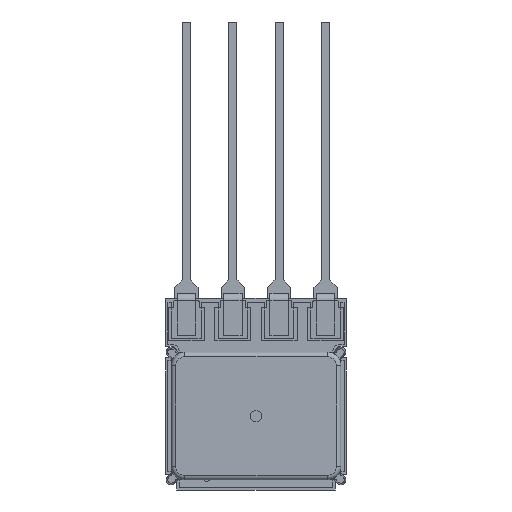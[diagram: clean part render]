
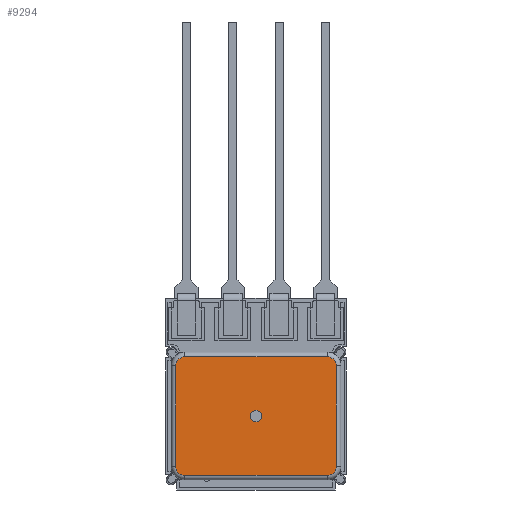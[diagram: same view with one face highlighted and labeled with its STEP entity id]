
A CAD part, front view. The second image highlights one B-rep face of the part: STEP entity #9294.
In plain terms, the highlighted face is planar.
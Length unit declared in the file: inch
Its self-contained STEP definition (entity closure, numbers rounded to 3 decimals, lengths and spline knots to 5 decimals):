
#1373 = AXIS2_PLACEMENT_3D ( 'NONE', #11982, #12005, #12023 ) ;
#1731 = AXIS2_PLACEMENT_3D ( 'NONE', #7237, #7258, #7260 ) ;
#1831 = AXIS2_PLACEMENT_3D ( 'NONE', #3320, #3350, #3328 ) ;
#1832 = AXIS2_PLACEMENT_3D ( 'NONE', #3284, #3291, #3299 ) ;
#1840 = AXIS2_PLACEMENT_3D ( 'NONE', #3333, #3382, #3381 ) ;
#1851 = AXIS2_PLACEMENT_3D ( 'NONE', #3397, #3407, #3417 ) ;
#1855 = AXIS2_PLACEMENT_3D ( 'NONE', #3314, #3323, #3315 ) ;
#3270 = DIRECTION ( 'NONE',  ( 1., 0., 0. ) ) ;
#3280 = CARTESIAN_POINT ( 'NONE',  ( 0.15354, 0.1063, 0.1276 ) ) ;
#3281 = DIRECTION ( 'NONE',  ( 0., 0., -1. ) ) ;
#3284 = CARTESIAN_POINT ( 'NONE',  ( -0.15354, 0.1063, -0.10807 ) ) ;
#3290 = CARTESIAN_POINT ( 'NONE',  ( 0.17307, 0.1063, -0.10807 ) ) ;
#3291 = DIRECTION ( 'NONE',  ( 0., 1., 0. ) ) ;
#3299 = DIRECTION ( 'NONE',  ( 0., 0., 1. ) ) ;
#3314 = CARTESIAN_POINT ( 'NONE',  ( 0., 0.1063, 0. ) ) ;
#3315 = DIRECTION ( 'NONE',  ( 0., 0., 1. ) ) ;
#3320 = CARTESIAN_POINT ( 'NONE',  ( -0.15354, 0.1063, 0.10807 ) ) ;
#3323 = DIRECTION ( 'NONE',  ( 0., 1., 0. ) ) ;
#3328 = DIRECTION ( 'NONE',  ( 0., 0., 1. ) ) ;
#3333 = CARTESIAN_POINT ( 'NONE',  ( 0.15354, 0.1063, 0.10807 ) ) ;
#3350 = DIRECTION ( 'NONE',  ( 0., 1., 0. ) ) ;
#3365 = CARTESIAN_POINT ( 'NONE',  ( -0.15354, 0.1063, -0.1276 ) ) ;
#3374 = DIRECTION ( 'NONE',  ( 0., 0., 1. ) ) ;
#3381 = DIRECTION ( 'NONE',  ( 0., 0., 1. ) ) ;
#3382 = DIRECTION ( 'NONE',  ( 0., 1., 0. ) ) ;
#3384 = DIRECTION ( 'NONE',  ( -1., 0., 0. ) ) ;
#3392 = CARTESIAN_POINT ( 'NONE',  ( -0.17307, 0.1063, 0.10807 ) ) ;
#3397 = CARTESIAN_POINT ( 'NONE',  ( 0.15354, 0.1063, -0.10807 ) ) ;
#3407 = DIRECTION ( 'NONE',  ( 0., 1., 0. ) ) ;
#3417 = DIRECTION ( 'NONE',  ( 0., 0., 1. ) ) ;
#4542 = FACE_BOUND ( 'NONE', #6030, .T. ) ;
#4557 = FACE_OUTER_BOUND ( 'NONE', #6032, .T. ) ;
#6030 = EDGE_LOOP ( 'NONE', ( #10146, #10101 ) ) ;
#6032 = EDGE_LOOP ( 'NONE', ( #10097, #10095, #10096, #10141, #10091, #10121, #10122, #10140 ) ) ;
#7237 = CARTESIAN_POINT ( 'NONE',  ( 0., 0.1063, 0. ) ) ;
#7258 = DIRECTION ( 'NONE',  ( 0., 1., 0. ) ) ;
#7260 = DIRECTION ( 'NONE',  ( 0., 0., 1. ) ) ;
#7689 = CIRCLE ( 'NONE', #1731, 0.0125 ) ;
#8128 = LINE ( 'NONE', #3280, #8222 ) ;
#8147 = LINE ( 'NONE', #3290, #8153 ) ;
#8153 = VECTOR ( 'NONE', #3281, 39.37008 ) ;
#8197 = CIRCLE ( 'NONE', #1832, 0.01953 ) ;
#8222 = VECTOR ( 'NONE', #3270, 39.37008 ) ;
#8231 = LINE ( 'NONE', #3392, #8285 ) ;
#8243 = LINE ( 'NONE', #3365, #8260 ) ;
#8244 = CIRCLE ( 'NONE', #1831, 0.01953 ) ;
#8247 = CIRCLE ( 'NONE', #1855, 0.0125 ) ;
#8260 = VECTOR ( 'NONE', #3384, 39.37008 ) ;
#8285 = VECTOR ( 'NONE', #3374, 39.37008 ) ;
#8298 = CIRCLE ( 'NONE', #1840, 0.01953 ) ;
#8329 = CIRCLE ( 'NONE', #1851, 0.01953 ) ;
#9294 = ADVANCED_FACE ( 'NONE', ( #4542, #4557 ), #11991, .T. ) ;
#10091 = ORIENTED_EDGE ( 'NONE', *, *, #14191, .T. ) ;
#10095 = ORIENTED_EDGE ( 'NONE', *, *, #14205, .T. ) ;
#10096 = ORIENTED_EDGE ( 'NONE', *, *, #14190, .T. ) ;
#10097 = ORIENTED_EDGE ( 'NONE', *, *, #14220, .T. ) ;
#10101 = ORIENTED_EDGE ( 'NONE', *, *, #14015, .F. ) ;
#10121 = ORIENTED_EDGE ( 'NONE', *, *, #14241, .T. ) ;
#10122 = ORIENTED_EDGE ( 'NONE', *, *, #14222, .T. ) ;
#10140 = ORIENTED_EDGE ( 'NONE', *, *, #14200, .T. ) ;
#10141 = ORIENTED_EDGE ( 'NONE', *, *, #14219, .T. ) ;
#10146 = ORIENTED_EDGE ( 'NONE', *, *, #14213, .F. ) ;
#11146 = VERTEX_POINT ( 'NONE', #12991 ) ;
#11149 = VERTEX_POINT ( 'NONE', #12988 ) ;
#11189 = VERTEX_POINT ( 'NONE', #13029 ) ;
#11190 = VERTEX_POINT ( 'NONE', #13080 ) ;
#11208 = VERTEX_POINT ( 'NONE', #13051 ) ;
#11220 = VERTEX_POINT ( 'NONE', #13049 ) ;
#11242 = VERTEX_POINT ( 'NONE', #13071 ) ;
#11243 = VERTEX_POINT ( 'NONE', #13074 ) ;
#11244 = VERTEX_POINT ( 'NONE', #13107 ) ;
#11310 = VERTEX_POINT ( 'NONE', #13169 ) ;
#11982 = CARTESIAN_POINT ( 'NONE',  ( -0.15354, 0.1063, 0.10807 ) ) ;
#11991 = PLANE ( 'NONE',  #1373 ) ;
#12005 = DIRECTION ( 'NONE',  ( 0., 1., 0. ) ) ;
#12023 = DIRECTION ( 'NONE',  ( 0., 0., 1. ) ) ;
#12988 = CARTESIAN_POINT ( 'NONE',  ( 0., 0.1063, 0.0125 ) ) ;
#12991 = CARTESIAN_POINT ( 'NONE',  ( 0., 0.1063, -0.0125 ) ) ;
#13029 = CARTESIAN_POINT ( 'NONE',  ( -0.17307, 0.1063, -0.10807 ) ) ;
#13049 = CARTESIAN_POINT ( 'NONE',  ( 0.17307, 0.1063, -0.10807 ) ) ;
#13051 = CARTESIAN_POINT ( 'NONE',  ( -0.15354, 0.1063, 0.1276 ) ) ;
#13071 = CARTESIAN_POINT ( 'NONE',  ( -0.17307, 0.1063, 0.10807 ) ) ;
#13074 = CARTESIAN_POINT ( 'NONE',  ( 0.15354, 0.1063, 0.1276 ) ) ;
#13080 = CARTESIAN_POINT ( 'NONE',  ( 0.15354, 0.1063, -0.1276 ) ) ;
#13107 = CARTESIAN_POINT ( 'NONE',  ( 0.17307, 0.1063, 0.10807 ) ) ;
#13169 = CARTESIAN_POINT ( 'NONE',  ( -0.15354, 0.1063, -0.1276 ) ) ;
#14015 = EDGE_CURVE ( 'NONE', #11146, #11149, #7689, .T. ) ;
#14190 = EDGE_CURVE ( 'NONE', #11208, #11243, #8128, .T. ) ;
#14191 = EDGE_CURVE ( 'NONE', #11244, #11220, #8147, .T. ) ;
#14200 = EDGE_CURVE ( 'NONE', #11310, #11189, #8197, .T. ) ;
#14205 = EDGE_CURVE ( 'NONE', #11242, #11208, #8244, .T. ) ;
#14213 = EDGE_CURVE ( 'NONE', #11149, #11146, #8247, .T. ) ;
#14219 = EDGE_CURVE ( 'NONE', #11243, #11244, #8298, .T. ) ;
#14220 = EDGE_CURVE ( 'NONE', #11189, #11242, #8231, .T. ) ;
#14222 = EDGE_CURVE ( 'NONE', #11190, #11310, #8243, .T. ) ;
#14241 = EDGE_CURVE ( 'NONE', #11220, #11190, #8329, .T. ) ;
